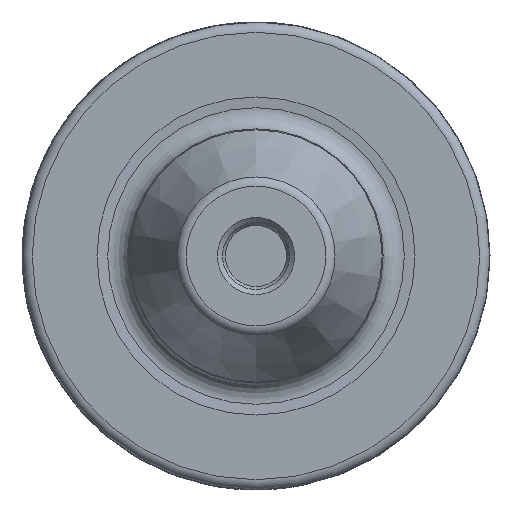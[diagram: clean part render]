
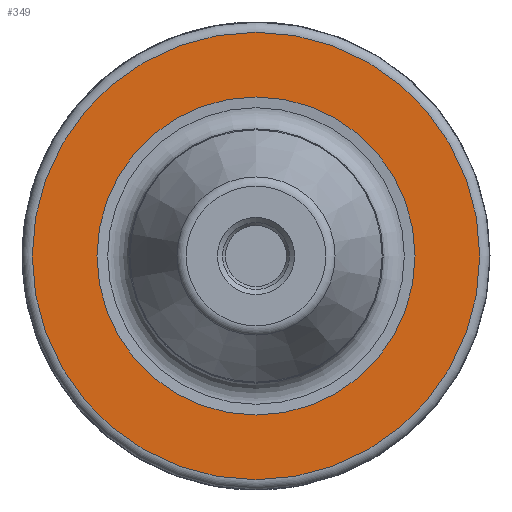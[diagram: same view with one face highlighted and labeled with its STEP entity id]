
A CAD part, left-side view. The second image highlights one B-rep face of the part: STEP entity #349.
In plain terms, the highlighted planar face has unit normal (-1, 0, 0).
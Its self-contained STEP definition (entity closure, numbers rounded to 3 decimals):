
#274=FACE_BOUND('',#513,.T.);
#275=FACE_BOUND('',#514,.T.);
#349=ADVANCED_FACE('',(#274,#275),#405,.F.);
#405=PLANE('',#1375);
#513=EDGE_LOOP('',(#723));
#514=EDGE_LOOP('',(#724));
#723=ORIENTED_EDGE('',*,*,#1167,.T.);
#724=ORIENTED_EDGE('',*,*,#1168,.F.);
#1017=VERTEX_POINT('',#2387);
#1018=VERTEX_POINT('',#2390);
#1167=EDGE_CURVE('',#1017,#1017,#1266,.T.);
#1168=EDGE_CURVE('',#1018,#1018,#1267,.T.);
#1266=CIRCLE('',#1372,15.63);
#1267=CIRCLE('',#1374,21.995);
#1372=AXIS2_PLACEMENT_3D('',#2386,#1609,#1610);
#1374=AXIS2_PLACEMENT_3D('',#2389,#1613,#1614);
#1375=AXIS2_PLACEMENT_3D('',#2391,#1615,#1616);
#1609=DIRECTION('',(1.,0.,0.));
#1610=DIRECTION('',(0.,0.,1.));
#1613=DIRECTION('',(1.,0.,0.));
#1614=DIRECTION('',(0.,0.,1.));
#1615=DIRECTION('',(1.,0.,0.));
#1616=DIRECTION('',(0.,0.,-1.));
#2386=CARTESIAN_POINT('',(28.,0.,0.));
#2387=CARTESIAN_POINT('',(28.,0.,15.63));
#2389=CARTESIAN_POINT('',(28.,0.,0.));
#2390=CARTESIAN_POINT('',(28.,0.,21.995));
#2391=CARTESIAN_POINT('',(28.,21.995,0.));
